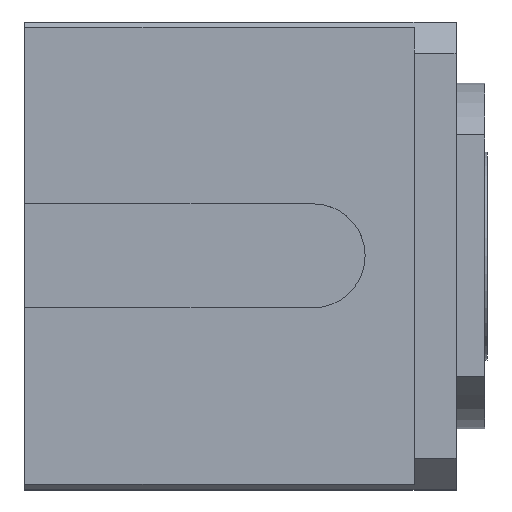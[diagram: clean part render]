
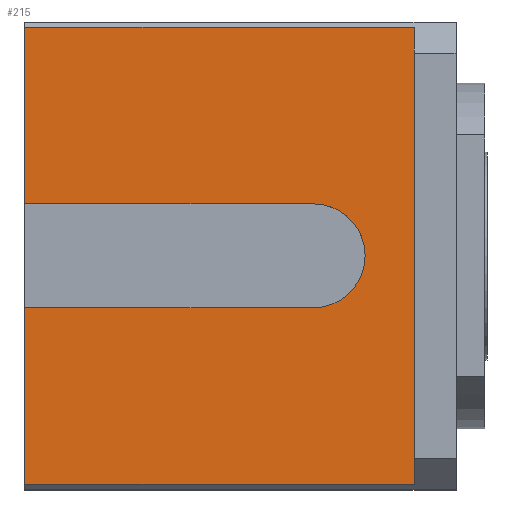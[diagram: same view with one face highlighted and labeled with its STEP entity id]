
A CAD part, top view. The second image highlights one B-rep face of the part: STEP entity #215.
In plain terms, the highlighted planar face has unit normal (0, 0, 1).
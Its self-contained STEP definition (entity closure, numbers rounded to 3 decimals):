
#51=FACE_OUTER_BOUND('',#309,.T.);
#79=PLANE('',#685);
#100=LINE('',#1153,#152);
#104=LINE('',#1163,#156);
#111=LINE('',#1178,#163);
#113=LINE('',#1183,#165);
#138=LINE('',#1240,#190);
#139=LINE('',#1242,#191);
#140=LINE('',#1243,#192);
#152=VECTOR('',#755,1.);
#156=VECTOR('',#765,1.);
#163=VECTOR('',#774,1.);
#165=VECTOR('',#778,1.);
#190=VECTOR('',#827,1.);
#191=VECTOR('',#830,1.);
#192=VECTOR('',#831,1.);
#215=ADVANCED_FACE('',(#51),#79,.T.);
#248=CIRCLE('',#668,10.);
#309=EDGE_LOOP('',(#436,#437,#438,#439,#440,#441,#442,#443));
#436=ORIENTED_EDGE('',*,*,#575,.F.);
#437=ORIENTED_EDGE('',*,*,#614,.F.);
#438=ORIENTED_EDGE('',*,*,#582,.F.);
#439=ORIENTED_EDGE('',*,*,#613,.T.);
#440=ORIENTED_EDGE('',*,*,#584,.F.);
#441=ORIENTED_EDGE('',*,*,#615,.F.);
#442=ORIENTED_EDGE('',*,*,#570,.F.);
#443=ORIENTED_EDGE('',*,*,#573,.F.);
#509=VERTEX_POINT('',#1154);
#510=VERTEX_POINT('',#1155);
#511=VERTEX_POINT('',#1160);
#512=VERTEX_POINT('',#1164);
#513=VERTEX_POINT('',#1168);
#518=VERTEX_POINT('',#1177);
#520=VERTEX_POINT('',#1182);
#521=VERTEX_POINT('',#1184);
#570=EDGE_CURVE('',#509,#510,#100,.T.);
#573=EDGE_CURVE('',#511,#509,#248,.T.);
#575=EDGE_CURVE('',#512,#511,#104,.T.);
#582=EDGE_CURVE('',#518,#513,#111,.T.);
#584=EDGE_CURVE('',#520,#521,#113,.T.);
#613=EDGE_CURVE('',#518,#521,#138,.T.);
#614=EDGE_CURVE('',#513,#512,#139,.T.);
#615=EDGE_CURVE('',#510,#520,#140,.T.);
#668=AXIS2_PLACEMENT_3D('',#1159,#760,#761);
#685=AXIS2_PLACEMENT_3D('',#1244,#832,#833);
#755=DIRECTION('',(-1.,0.,0.));
#760=DIRECTION('',(0.,0.,1.));
#761=DIRECTION('',(-1.,0.,0.));
#765=DIRECTION('',(1.,0.,0.));
#774=DIRECTION('',(-1.,0.,0.));
#778=DIRECTION('',(1.,0.,0.));
#827=DIRECTION('',(0.,1.,0.));
#830=DIRECTION('',(0.,1.,0.));
#831=DIRECTION('',(0.,1.,0.));
#832=DIRECTION('',(0.,0.,1.));
#833=DIRECTION('',(-1.,0.,0.));
#1153=CARTESIAN_POINT('',(-19.5,10.,0.));
#1154=CARTESIAN_POINT('',(-19.5,10.,0.));
#1155=CARTESIAN_POINT('',(-75.,10.,0.));
#1159=CARTESIAN_POINT('',(-19.5,0.,0.));
#1160=CARTESIAN_POINT('',(-19.5,-10.,0.));
#1163=CARTESIAN_POINT('',(-75.,-10.,0.));
#1164=CARTESIAN_POINT('',(-75.,-10.,0.));
#1168=CARTESIAN_POINT('',(-75.,-44.,0.));
#1177=CARTESIAN_POINT('',(0.,-44.,0.));
#1178=CARTESIAN_POINT('',(-75.,-44.,0.));
#1182=CARTESIAN_POINT('',(-75.,44.,0.));
#1183=CARTESIAN_POINT('',(-75.,44.,0.));
#1184=CARTESIAN_POINT('',(0.,44.,0.));
#1240=CARTESIAN_POINT('',(0.,-45.,0.));
#1242=CARTESIAN_POINT('',(-75.,-45.,0.));
#1243=CARTESIAN_POINT('',(-75.,-45.,0.));
#1244=CARTESIAN_POINT('',(-75.,-45.,0.));
